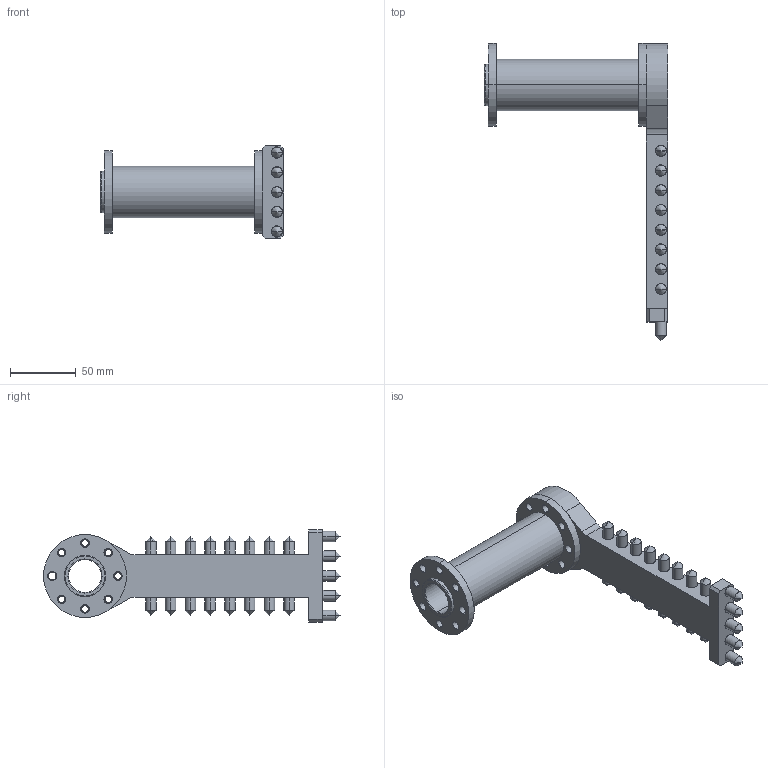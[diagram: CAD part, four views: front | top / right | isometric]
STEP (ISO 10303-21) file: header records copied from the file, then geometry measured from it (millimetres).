
FILE_DESCRIPTION (( 'STEP AP203' ), '1' );
FILE_NAME ('BDL（标定转接装配体）.STEP', '2021-07-23T15:05:20', ( 'Lin' ), ( 'HP' ), 'SwSTEP 2.0', 'SolidWorks 2021', '' );
FILE_SCHEMA (( 'CONFIG_CONTROL_DESIGN' ));
Length unit declared in the file: millimetre
Products named in the file (5): BDL_4ㄗ酗梓隅階潑ㄘ; BDL_3ㄗ傻梓隅階潑ㄘ; BDL_2（标定顶尖转接件）; BDL_1（机械臂法兰转接杆）; BDLㄗ梓隅蛌諉蚾饜极ㄘ
Assembly tree (23 placements, depth 2):
  BDLㄗ梓隅蛌諉蚾饜极ㄘ
    BDL_1（机械臂法兰转接杆）
    BDL_2（标定顶尖转接件）
    BDL_3ㄗ傻梓隅階潑ㄘ  x19
    BDL_4ㄗ酗梓隅階潑ㄘ  x2
Bounding box: 139 x 225.5 x 70 mm (x, y, z)
Volume: 210775.3 mm3; surface area: 77309.6 mm2
Topology: 23 solids, 23 shells, 481 faces, 1120 edges, 646 vertices
Faces by surface type: cylinder 233, cone 180, plane 68
Entity records: 9495 total; most frequent: DIRECTION 1644, CARTESIAN_POINT 1411, ORIENTED_EDGE 1332, AXIS2_PLACEMENT_3D 680, EDGE_CURVE 666, VERTEX_POINT 423, EDGE_LOOP 395, CIRCLE 378
